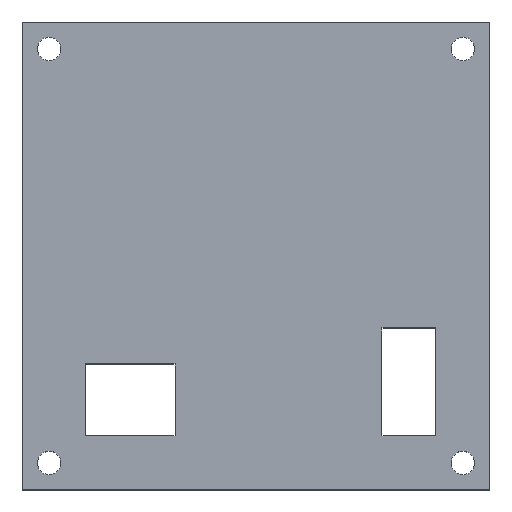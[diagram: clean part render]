
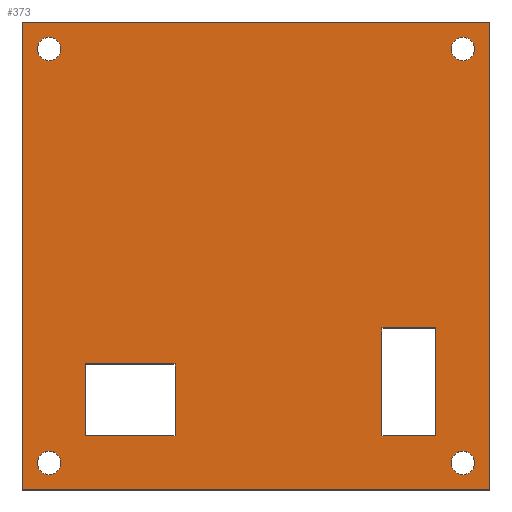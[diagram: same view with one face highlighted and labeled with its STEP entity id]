
A CAD part, top view. The second image highlights one B-rep face of the part: STEP entity #373.
In plain terms, the highlighted planar face has unit normal (0, 0, 1).
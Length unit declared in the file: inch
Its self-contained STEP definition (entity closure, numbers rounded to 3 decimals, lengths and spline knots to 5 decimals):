
#15=FACE_BOUND('',#76,.T.);
#16=FACE_BOUND('',#77,.T.);
#17=FACE_BOUND('',#78,.T.);
#18=FACE_BOUND('',#79,.T.);
#19=FACE_BOUND('',#80,.T.);
#20=FACE_BOUND('',#81,.T.);
#39=PLANE('',#413);
#57=FACE_OUTER_BOUND('',#75,.T.);
#75=EDGE_LOOP('',(#321,#322,#323,#324));
#76=EDGE_LOOP('',(#325));
#77=EDGE_LOOP('',(#326));
#78=EDGE_LOOP('',(#327,#328,#329,#330));
#79=EDGE_LOOP('',(#331,#332,#333,#334));
#80=EDGE_LOOP('',(#335));
#81=EDGE_LOOP('',(#336));
#93=LINE('',#529,#133);
#96=LINE('',#535,#136);
#99=LINE('',#541,#139);
#102=LINE('',#545,#142);
#105=LINE('',#553,#145);
#108=LINE('',#559,#148);
#111=LINE('',#565,#151);
#114=LINE('',#569,#154);
#119=LINE('',#589,#159);
#122=LINE('',#595,#162);
#125=LINE('',#601,#165);
#128=LINE('',#605,#168);
#133=VECTOR('',#435,0.3937);
#136=VECTOR('',#440,0.3937);
#139=VECTOR('',#445,0.3937);
#142=VECTOR('',#450,0.3937);
#145=VECTOR('',#455,0.3937);
#148=VECTOR('',#460,0.3937);
#151=VECTOR('',#465,0.3937);
#154=VECTOR('',#470,0.3937);
#159=VECTOR('',#489,0.3937);
#162=VECTOR('',#494,0.3937);
#165=VECTOR('',#499,0.3937);
#168=VECTOR('',#504,0.3937);
#169=CIRCLE('',#390,0.065);
#171=CIRCLE('',#393,0.065);
#173=CIRCLE('',#404,0.065);
#175=CIRCLE('',#407,0.065);
#177=VERTEX_POINT('',#511);
#179=VERTEX_POINT('',#517);
#183=VERTEX_POINT('',#526);
#184=VERTEX_POINT('',#528);
#186=VERTEX_POINT('',#534);
#188=VERTEX_POINT('',#540);
#191=VERTEX_POINT('',#550);
#192=VERTEX_POINT('',#552);
#194=VERTEX_POINT('',#558);
#196=VERTEX_POINT('',#564);
#197=VERTEX_POINT('',#571);
#199=VERTEX_POINT('',#577);
#203=VERTEX_POINT('',#586);
#204=VERTEX_POINT('',#588);
#206=VERTEX_POINT('',#594);
#208=VERTEX_POINT('',#600);
#209=EDGE_CURVE('',#177,#177,#169,.T.);
#212=EDGE_CURVE('',#179,#179,#171,.T.);
#217=EDGE_CURVE('',#184,#183,#93,.T.);
#220=EDGE_CURVE('',#186,#184,#96,.T.);
#223=EDGE_CURVE('',#188,#186,#99,.T.);
#226=EDGE_CURVE('',#183,#188,#102,.T.);
#229=EDGE_CURVE('',#192,#191,#105,.T.);
#232=EDGE_CURVE('',#194,#192,#108,.T.);
#235=EDGE_CURVE('',#196,#194,#111,.T.);
#238=EDGE_CURVE('',#191,#196,#114,.T.);
#239=EDGE_CURVE('',#197,#197,#173,.T.);
#242=EDGE_CURVE('',#199,#199,#175,.T.);
#247=EDGE_CURVE('',#204,#203,#119,.T.);
#250=EDGE_CURVE('',#206,#204,#122,.T.);
#253=EDGE_CURVE('',#208,#206,#125,.T.);
#256=EDGE_CURVE('',#203,#208,#128,.T.);
#321=ORIENTED_EDGE('',*,*,#256,.T.);
#322=ORIENTED_EDGE('',*,*,#253,.T.);
#323=ORIENTED_EDGE('',*,*,#250,.T.);
#324=ORIENTED_EDGE('',*,*,#247,.T.);
#325=ORIENTED_EDGE('',*,*,#242,.T.);
#326=ORIENTED_EDGE('',*,*,#239,.T.);
#327=ORIENTED_EDGE('',*,*,#238,.T.);
#328=ORIENTED_EDGE('',*,*,#235,.T.);
#329=ORIENTED_EDGE('',*,*,#232,.T.);
#330=ORIENTED_EDGE('',*,*,#229,.T.);
#331=ORIENTED_EDGE('',*,*,#226,.T.);
#332=ORIENTED_EDGE('',*,*,#223,.T.);
#333=ORIENTED_EDGE('',*,*,#220,.T.);
#334=ORIENTED_EDGE('',*,*,#217,.T.);
#335=ORIENTED_EDGE('',*,*,#212,.T.);
#336=ORIENTED_EDGE('',*,*,#209,.T.);
#373=ADVANCED_FACE('',(#57,#15,#16,#17,#18,#19,#20),#39,.T.);
#390=AXIS2_PLACEMENT_3D('',#512,#419,#420);
#393=AXIS2_PLACEMENT_3D('',#518,#426,#427);
#404=AXIS2_PLACEMENT_3D('',#572,#473,#474);
#407=AXIS2_PLACEMENT_3D('',#578,#480,#481);
#413=AXIS2_PLACEMENT_3D('',#606,#505,#506);
#419=DIRECTION('center_axis',(0.,0.,-1.));
#420=DIRECTION('ref_axis',(1.,0.,0.));
#426=DIRECTION('center_axis',(0.,0.,-1.));
#427=DIRECTION('ref_axis',(1.,0.,0.));
#435=DIRECTION('',(0.,1.,0.));
#440=DIRECTION('',(-1.,0.,0.));
#445=DIRECTION('',(0.,-1.,0.));
#450=DIRECTION('',(1.,0.,0.));
#455=DIRECTION('',(-1.,0.,0.));
#460=DIRECTION('',(0.,-1.,0.));
#465=DIRECTION('',(1.,0.,0.));
#470=DIRECTION('',(0.,1.,0.));
#473=DIRECTION('center_axis',(0.,0.,-1.));
#474=DIRECTION('ref_axis',(1.,0.,0.));
#480=DIRECTION('center_axis',(0.,0.,-1.));
#481=DIRECTION('ref_axis',(1.,0.,0.));
#489=DIRECTION('',(1.,0.,0.));
#494=DIRECTION('',(0.,-1.,0.));
#499=DIRECTION('',(-1.,0.,0.));
#504=DIRECTION('',(0.,1.,0.));
#505=DIRECTION('center_axis',(0.,0.,1.));
#506=DIRECTION('ref_axis',(1.,0.,0.));
#511=CARTESIAN_POINT('',(-1.215,-1.15,0.1));
#512=CARTESIAN_POINT('Origin',(-1.15,-1.15,0.1));
#517=CARTESIAN_POINT('',(1.085,-1.15,0.1));
#518=CARTESIAN_POINT('Origin',(1.15,-1.15,0.1));
#526=CARTESIAN_POINT('',(0.7,-0.4,0.1));
#528=CARTESIAN_POINT('',(0.7,-1.,0.1));
#529=CARTESIAN_POINT('',(0.7,-1.,0.1));
#534=CARTESIAN_POINT('',(1.,-1.,0.1));
#535=CARTESIAN_POINT('',(1.,-1.,0.1));
#540=CARTESIAN_POINT('',(1.,-0.4,0.1));
#541=CARTESIAN_POINT('',(1.,-0.4,0.1));
#545=CARTESIAN_POINT('',(0.7,-0.4,0.1));
#550=CARTESIAN_POINT('',(-0.95,-1.,0.1));
#552=CARTESIAN_POINT('',(-0.45,-1.,0.1));
#553=CARTESIAN_POINT('',(-0.95,-1.,0.1));
#558=CARTESIAN_POINT('',(-0.45,-0.6,0.1));
#559=CARTESIAN_POINT('',(-0.45,-1.,0.1));
#564=CARTESIAN_POINT('',(-0.95,-0.6,0.1));
#565=CARTESIAN_POINT('',(-0.45,-0.6,0.1));
#569=CARTESIAN_POINT('',(-0.95,-0.6,0.1));
#571=CARTESIAN_POINT('',(-1.215,1.15,0.1));
#572=CARTESIAN_POINT('Origin',(-1.15,1.15,0.1));
#577=CARTESIAN_POINT('',(1.085,1.15,0.1));
#578=CARTESIAN_POINT('Origin',(1.15,1.15,0.1));
#586=CARTESIAN_POINT('',(1.3,-1.3,0.1));
#588=CARTESIAN_POINT('',(-1.3,-1.3,0.1));
#589=CARTESIAN_POINT('',(-1.3,-1.3,0.1));
#594=CARTESIAN_POINT('',(-1.3,1.3,0.1));
#595=CARTESIAN_POINT('',(-1.3,1.3,0.1));
#600=CARTESIAN_POINT('',(1.3,1.3,0.1));
#601=CARTESIAN_POINT('',(1.3,1.3,0.1));
#605=CARTESIAN_POINT('',(1.3,-1.3,0.1));
#606=CARTESIAN_POINT('Origin',(0.,0.,0.1));
